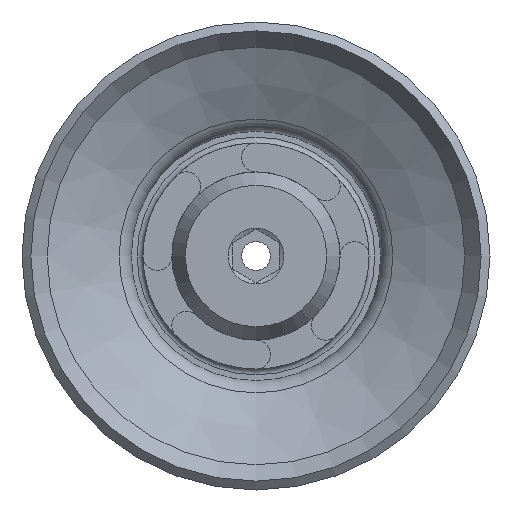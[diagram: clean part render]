
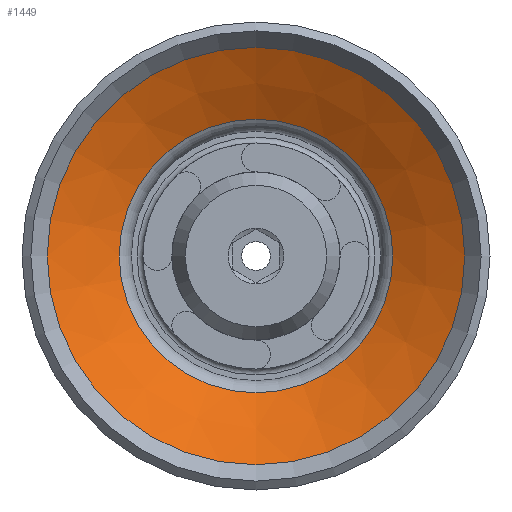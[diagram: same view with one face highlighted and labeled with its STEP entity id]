
A CAD part, front view. The second image highlights one B-rep face of the part: STEP entity #1449.
In plain terms, the highlighted conical face has half-angle 61.545 degrees and reference radius 11.797 mm.
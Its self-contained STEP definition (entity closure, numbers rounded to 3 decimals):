
#191=CIRCLE('',#1562,11.797);
#192=CIRCLE('',#1564,18.);
#310=ORIENTED_EDGE('',*,*,#550,.T.);
#311=ORIENTED_EDGE('',*,*,#549,.F.);
#549=EDGE_CURVE('',#665,#665,#191,.T.);
#550=EDGE_CURVE('',#666,#666,#192,.T.);
#665=VERTEX_POINT('',#2168);
#666=VERTEX_POINT('',#2171);
#749=EDGE_LOOP('',(#310));
#750=EDGE_LOOP('',(#311));
#853=FACE_BOUND('',#749,.T.);
#854=FACE_BOUND('',#750,.T.);
#934=CONICAL_SURFACE('',#1563,11.797,1.074);
#1449=ADVANCED_FACE('',(#853,#854),#934,.F.);
#1562=AXIS2_PLACEMENT_3D('',#2167,#1778,#1779);
#1563=AXIS2_PLACEMENT_3D('',#2169,#1780,#1781);
#1564=AXIS2_PLACEMENT_3D('',#2170,#1782,#1783);
#1778=DIRECTION('',(0.,-1.,0.));
#1779=DIRECTION('',(0.,0.,-1.));
#1780=DIRECTION('',(0.,-1.,0.));
#1781=DIRECTION('',(0.,0.,-1.));
#1782=DIRECTION('',(0.,-1.,0.));
#1783=DIRECTION('',(0.,0.,-1.));
#2167=CARTESIAN_POINT('',(0.,5.042,0.));
#2168=CARTESIAN_POINT('',(0.,5.042,-11.797));
#2169=CARTESIAN_POINT('',(0.,5.042,0.));
#2170=CARTESIAN_POINT('',(0.,1.68,0.));
#2171=CARTESIAN_POINT('',(0.,1.68,-18.));
